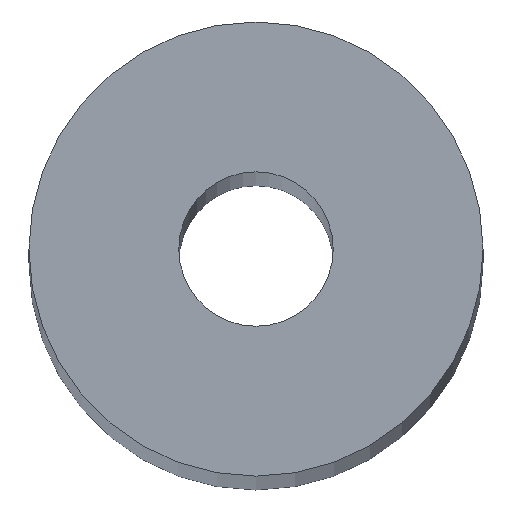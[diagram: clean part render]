
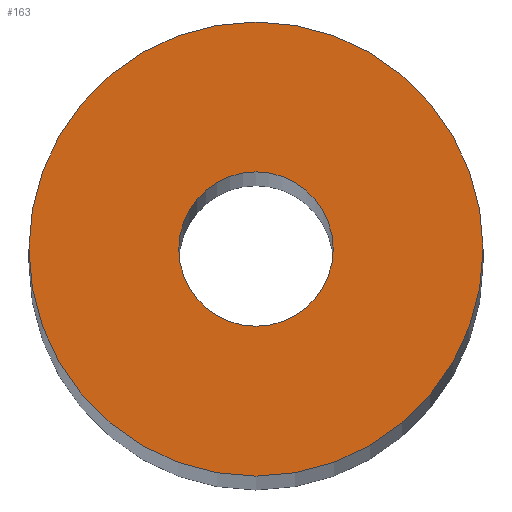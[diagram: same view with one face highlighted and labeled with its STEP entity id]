
A CAD part, top view. The second image highlights one B-rep face of the part: STEP entity #163.
In plain terms, the highlighted planar face has unit normal (0, 0, 1).
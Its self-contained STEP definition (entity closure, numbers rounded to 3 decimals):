
#6 = DIRECTION ( 'NONE',  ( 0., 0., 1. ) ) ;
#28 = DIRECTION ( 'NONE',  ( 0., 0., 1. ) ) ;
#29 = ORIENTED_EDGE ( 'NONE', *, *, #52, .T. ) ;
#52 = EDGE_CURVE ( 'NONE', #181, #121, #131, .T. ) ;
#54 = CARTESIAN_POINT ( 'NONE',  ( 3.4, 0., 175. ) ) ;
#73 = FACE_OUTER_BOUND ( 'NONE', #223, .T. ) ;
#74 = ORIENTED_EDGE ( 'NONE', *, *, #91, .F. ) ;
#81 = CIRCLE ( 'NONE', #89, 3.4 ) ;
#83 = CARTESIAN_POINT ( 'NONE',  ( -3.4, 0., 175. ) ) ;
#89 = AXIS2_PLACEMENT_3D ( 'NONE', #248, #28, #199 ) ;
#91 = EDGE_CURVE ( 'NONE', #207, #150, #81, .T. ) ;
#94 = EDGE_CURVE ( 'NONE', #121, #181, #111, .T. ) ;
#98 = CARTESIAN_POINT ( 'NONE',  ( 10., 0., 175. ) ) ;
#102 = CARTESIAN_POINT ( 'NONE',  ( 0., 0., 175. ) ) ;
#108 = ORIENTED_EDGE ( 'NONE', *, *, #94, .T. ) ;
#111 = CIRCLE ( 'NONE', #294, 10. ) ;
#114 = AXIS2_PLACEMENT_3D ( 'NONE', #189, #259, #290 ) ;
#119 = AXIS2_PLACEMENT_3D ( 'NONE', #243, #176, #245 ) ;
#121 = VERTEX_POINT ( 'NONE', #98 ) ;
#122 = PLANE ( 'NONE',  #119 ) ;
#131 = CIRCLE ( 'NONE', #114, 10. ) ;
#147 = AXIS2_PLACEMENT_3D ( 'NONE', #227, #6, #184 ) ;
#150 = VERTEX_POINT ( 'NONE', #54 ) ;
#163 = ADVANCED_FACE ( 'NONE', ( #323, #73 ), #122, .T. ) ;
#172 = DIRECTION ( 'NONE',  ( 1., 0., 0. ) ) ;
#176 = DIRECTION ( 'NONE',  ( 0., 0., 1. ) ) ;
#181 = VERTEX_POINT ( 'NONE', #205 ) ;
#184 = DIRECTION ( 'NONE',  ( 1., 0., 0. ) ) ;
#189 = CARTESIAN_POINT ( 'NONE',  ( 0., 0., 175. ) ) ;
#199 = DIRECTION ( 'NONE',  ( 1., 0., 0. ) ) ;
#205 = CARTESIAN_POINT ( 'NONE',  ( -10., 0., 175. ) ) ;
#207 = VERTEX_POINT ( 'NONE', #83 ) ;
#215 = CIRCLE ( 'NONE', #147, 3.4 ) ;
#217 = DIRECTION ( 'NONE',  ( 0., 0., 1. ) ) ;
#223 = EDGE_LOOP ( 'NONE', ( #29, #108 ) ) ;
#227 = CARTESIAN_POINT ( 'NONE',  ( 0., 0., 175. ) ) ;
#234 = ORIENTED_EDGE ( 'NONE', *, *, #298, .F. ) ;
#243 = CARTESIAN_POINT ( 'NONE',  ( 0., 0., 175. ) ) ;
#245 = DIRECTION ( 'NONE',  ( 1., 0., 0. ) ) ;
#248 = CARTESIAN_POINT ( 'NONE',  ( 0., 0., 175. ) ) ;
#259 = DIRECTION ( 'NONE',  ( 0., 0., 1. ) ) ;
#290 = DIRECTION ( 'NONE',  ( 1., 0., 0. ) ) ;
#294 = AXIS2_PLACEMENT_3D ( 'NONE', #102, #217, #172 ) ;
#298 = EDGE_CURVE ( 'NONE', #150, #207, #215, .T. ) ;
#301 = EDGE_LOOP ( 'NONE', ( #234, #74 ) ) ;
#323 = FACE_BOUND ( 'NONE', #301, .T. ) ;
